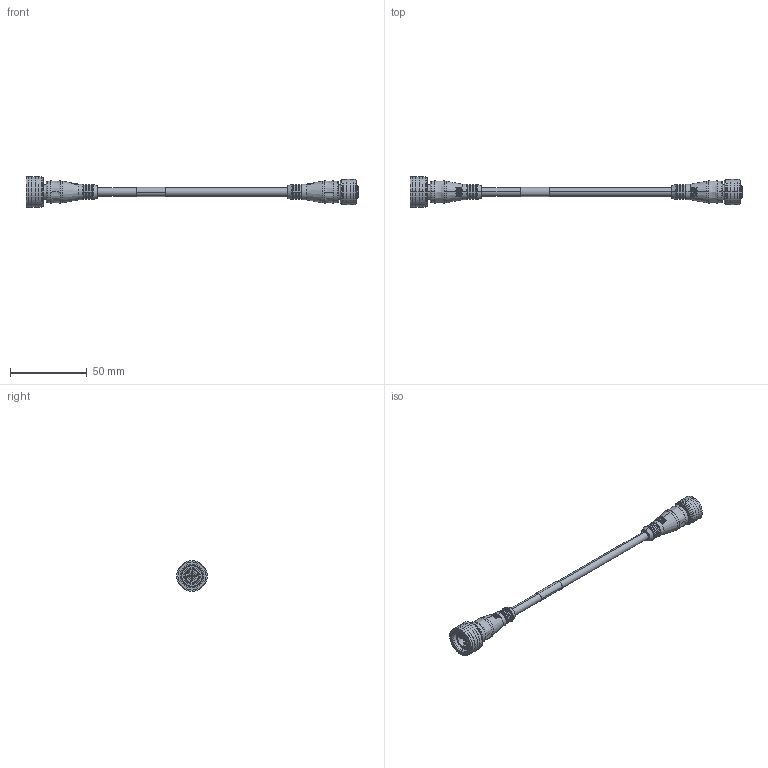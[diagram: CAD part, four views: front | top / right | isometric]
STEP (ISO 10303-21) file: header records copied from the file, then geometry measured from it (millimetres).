
FILE_DESCRIPTION (( 'STEP AP214' ), '1' );
FILE_NAME ('TRG823-C2Y.STEP', '2016-04-11T14:25:28', ( 'L-Com' ), ( 'L-Com Global Connectivity' ), 'SwSTEP 2.0', 'SolidWorks 2014', '' );
FILE_SCHEMA (( 'AUTOMOTIVE_DESIGN' ));
Length unit declared in the file: inch
Products named in the file (5): TRG821-C2Y-MA1; 1AW01-003_.228 OD X .75" long; TRG820-C2Y-MA1; TRG420-C2Y-MA2_5" Length; TRG823-C2Y
Assembly tree (4 placements, depth 2):
  TRG823-C2Y
    TRG420-C2Y-MA2_5" Length
    TRG820-C2Y-MA1
    1AW01-003_.228 OD X .75" long
    TRG821-C2Y-MA1
Bounding box: 216.3 x 19.9 x 19.9 mm (x, y, z)
Volume: 13868.2 mm3; surface area: 11552.3 mm2
Topology: 4 solids, 9 shells, 1876 faces, 5289 edges, 3439 vertices
Faces by surface type: plane 1092, cylinder 413, cone 184, bspline 156, torus 29, sphere 2
Entity records: 70609 total; most frequent: CARTESIAN_POINT 21572, ORIENTED_EDGE 10536, DIRECTION 7990, EDGE_CURVE 5268, VERTEX_POINT 3436, AXIS2_PLACEMENT_3D 2952, VECTOR 2086, LINE 2086
